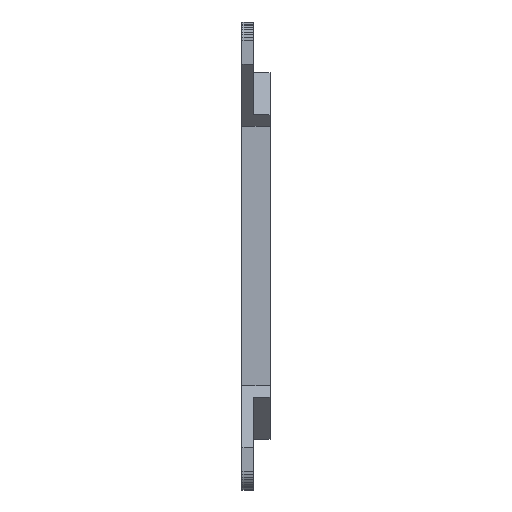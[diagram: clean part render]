
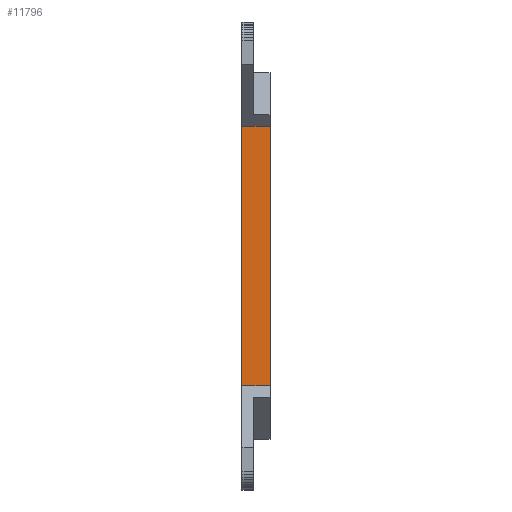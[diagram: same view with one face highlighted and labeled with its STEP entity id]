
A CAD part, front view. The second image highlights one B-rep face of the part: STEP entity #11796.
In plain terms, the highlighted planar face has unit normal (0, -1, 0).
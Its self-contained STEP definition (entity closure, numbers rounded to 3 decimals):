
#148=FACE_OUTER_BOUND('',#753,.T.);
#753=EDGE_LOOP('',(#8776,#8777,#8778,#8779));
#1494=LINE('',#16316,#3234);
#1850=LINE('',#17029,#3590);
#2103=LINE('',#17532,#3843);
#2105=LINE('',#17535,#3845);
#3234=VECTOR('',#13288,1.);
#3590=VECTOR('',#13646,1.);
#3843=VECTOR('',#13967,1.);
#3845=VECTOR('',#13971,1.);
#4900=VERTEX_POINT('',#16313);
#4901=VERTEX_POINT('',#16315);
#5256=VERTEX_POINT('',#17026);
#5257=VERTEX_POINT('',#17028);
#6130=EDGE_CURVE('',#4900,#4901,#1494,.T.);
#6486=EDGE_CURVE('',#5257,#5256,#1850,.T.);
#6739=EDGE_CURVE('',#5257,#4900,#2103,.T.);
#6741=EDGE_CURVE('',#5256,#4901,#2105,.T.);
#8776=ORIENTED_EDGE('',*,*,#6739,.F.);
#8777=ORIENTED_EDGE('',*,*,#6486,.T.);
#8778=ORIENTED_EDGE('',*,*,#6741,.T.);
#8779=ORIENTED_EDGE('',*,*,#6130,.F.);
#11206=PLANE('',#12400);
#11796=ADVANCED_FACE('',(#148),#11206,.T.);
#12400=AXIS2_PLACEMENT_3D('',#17534,#13969,#13970);
#13288=DIRECTION('',(0.,0.,1.));
#13646=DIRECTION('',(0.,0.,1.));
#13967=DIRECTION('',(-1.,0.,0.));
#13969=DIRECTION('center_axis',(0.,-1.,0.));
#13970=DIRECTION('ref_axis',(-1.,0.,0.));
#13971=DIRECTION('',(-1.,0.,0.));
#16313=CARTESIAN_POINT('',(3.,-129.956,-191.087));
#16315=CARTESIAN_POINT('',(3.,-129.956,-121.715));
#16316=CARTESIAN_POINT('',(3.,-129.956,-156.401));
#17026=CARTESIAN_POINT('',(10.5,-129.956,-121.715));
#17028=CARTESIAN_POINT('',(10.5,-129.956,-191.087));
#17029=CARTESIAN_POINT('',(10.5,-129.956,-156.401));
#17532=CARTESIAN_POINT('',(6.75,-129.956,-191.087));
#17534=CARTESIAN_POINT('Origin',(3.,-129.956,-191.087));
#17535=CARTESIAN_POINT('',(6.75,-129.956,-121.715));
